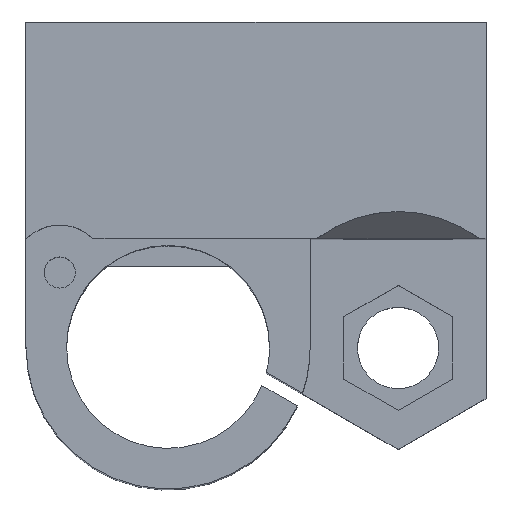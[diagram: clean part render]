
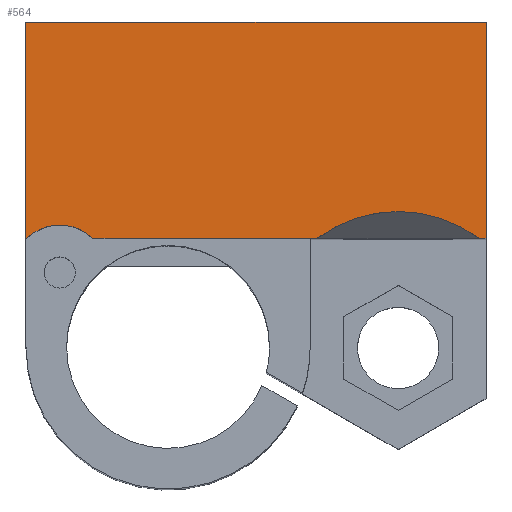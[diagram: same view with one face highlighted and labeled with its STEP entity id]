
A CAD part, top view. The second image highlights one B-rep face of the part: STEP entity #564.
In plain terms, the highlighted planar face has unit normal (0, 0, 1).
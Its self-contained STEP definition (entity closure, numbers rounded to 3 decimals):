
#8 = AXIS2_PLACEMENT_3D ( 'NONE', #1315, #1794, #347 ) ;
#9 = VERTEX_POINT ( 'NONE', #1831 ) ;
#21 = ORIENTED_EDGE ( 'NONE', *, *, #1425, .F. ) ;
#27 = ORIENTED_EDGE ( 'NONE', *, *, #680, .T. ) ;
#62 = EDGE_CURVE ( 'NONE', #198, #128, #72, .T. ) ;
#69 = EDGE_CURVE ( 'NONE', #1139, #128, #75, .T. ) ;
#72 = LINE ( 'NONE', #875, #80 ) ;
#75 = CIRCLE ( 'NONE', #8, 10. ) ;
#80 = VECTOR ( 'NONE', #435, 1000. ) ;
#128 = VERTEX_POINT ( 'NONE', #1740 ) ;
#139 = CARTESIAN_POINT ( 'NONE',  ( -5.551, 8., 57. ) ) ;
#198 = VERTEX_POINT ( 'NONE', #139 ) ;
#238 = CARTESIAN_POINT ( 'NONE',  ( -10.5, 24., 57. ) ) ;
#261 = ORIENTED_EDGE ( 'NONE', *, *, #1478, .T. ) ;
#284 = VERTEX_POINT ( 'NONE', #1482 ) ;
#329 = DIRECTION ( 'NONE',  ( -1., 0., 0. ) ) ;
#347 = DIRECTION ( 'NONE',  ( 1., 0., 0. ) ) ;
#365 = CARTESIAN_POINT ( 'NONE',  ( -10.5, 24., 57. ) ) ;
#422 = CARTESIAN_POINT ( 'NONE',  ( 23.5, 8., 57. ) ) ;
#435 = DIRECTION ( 'NONE',  ( 1., 0., 0. ) ) ;
#488 = FACE_OUTER_BOUND ( 'NONE', #1578, .T. ) ;
#497 = DIRECTION ( 'NONE',  ( 0., 1., 0. ) ) ;
#520 = VERTEX_POINT ( 'NONE', #422 ) ;
#548 = LINE ( 'NONE', #365, #625 ) ;
#564 = ADVANCED_FACE ( 'NONE', ( #488 ), #1294, .F. ) ;
#574 = AXIS2_PLACEMENT_3D ( 'NONE', #741, #1337, #604 ) ;
#604 = DIRECTION ( 'NONE',  ( 1., 0., 0. ) ) ;
#625 = VECTOR ( 'NONE', #329, 1000. ) ;
#652 = EDGE_CURVE ( 'NONE', #9, #284, #997, .T. ) ;
#680 = EDGE_CURVE ( 'NONE', #1308, #1465, #548, .T. ) ;
#688 = VECTOR ( 'NONE', #1731, 1000. ) ;
#730 = DIRECTION ( 'NONE',  ( 1., 0., 0. ) ) ;
#741 = CARTESIAN_POINT ( 'NONE',  ( -8., 5.5, 57. ) ) ;
#774 = LINE ( 'NONE', #1439, #1409 ) ;
#775 = DIRECTION ( 'NONE',  ( 0., 1., 0. ) ) ;
#875 = CARTESIAN_POINT ( 'NONE',  ( 23.5, 8., 57. ) ) ;
#882 = DIRECTION ( 'NONE',  ( -1., 0., 0. ) ) ;
#918 = VECTOR ( 'NONE', #775, 1000. ) ;
#928 = ORIENTED_EDGE ( 'NONE', *, *, #62, .T. ) ;
#949 = CARTESIAN_POINT ( 'NONE',  ( 0., 0., 57. ) ) ;
#954 = LINE ( 'NONE', #1302, #918 ) ;
#997 = LINE ( 'NONE', #1001, #688 ) ;
#1001 = CARTESIAN_POINT ( 'NONE',  ( 23.5, 8., 57. ) ) ;
#1040 = ORIENTED_EDGE ( 'NONE', *, *, #652, .T. ) ;
#1044 = CIRCLE ( 'NONE', #574, 3.5 ) ;
#1081 = ORIENTED_EDGE ( 'NONE', *, *, #1437, .F. ) ;
#1139 = VERTEX_POINT ( 'NONE', #1645 ) ;
#1289 = EDGE_CURVE ( 'NONE', #520, #1308, #774, .T. ) ;
#1293 = AXIS2_PLACEMENT_3D ( 'NONE', #949, #1674, #882 ) ;
#1294 = PLANE ( 'NONE',  #1293 ) ;
#1302 = CARTESIAN_POINT ( 'NONE',  ( -10.5, 8., 57. ) ) ;
#1308 = VERTEX_POINT ( 'NONE', #1839 ) ;
#1315 = CARTESIAN_POINT ( 'NONE',  ( 17., 0., 57. ) ) ;
#1337 = DIRECTION ( 'NONE',  ( 0., 0., 1. ) ) ;
#1409 = VECTOR ( 'NONE', #497, 1000. ) ;
#1423 = CARTESIAN_POINT ( 'NONE',  ( 23.5, 8., 57. ) ) ;
#1425 = EDGE_CURVE ( 'NONE', #9, #1465, #954, .T. ) ;
#1437 = EDGE_CURVE ( 'NONE', #198, #284, #1044, .T. ) ;
#1439 = CARTESIAN_POINT ( 'NONE',  ( 23.5, 24., 57. ) ) ;
#1465 = VERTEX_POINT ( 'NONE', #238 ) ;
#1478 = EDGE_CURVE ( 'NONE', #1139, #520, #1677, .T. ) ;
#1482 = CARTESIAN_POINT ( 'NONE',  ( -10.449, 8., 57. ) ) ;
#1565 = VECTOR ( 'NONE', #730, 1000. ) ;
#1578 = EDGE_LOOP ( 'NONE', ( #21, #1040, #1081, #928, #1688, #261, #1595, #27 ) ) ;
#1595 = ORIENTED_EDGE ( 'NONE', *, *, #1289, .T. ) ;
#1645 = CARTESIAN_POINT ( 'NONE',  ( 23., 8., 57. ) ) ;
#1674 = DIRECTION ( 'NONE',  ( 0., 0., -1. ) ) ;
#1677 = LINE ( 'NONE', #1423, #1565 ) ;
#1688 = ORIENTED_EDGE ( 'NONE', *, *, #69, .F. ) ;
#1731 = DIRECTION ( 'NONE',  ( 1., 0., 0. ) ) ;
#1740 = CARTESIAN_POINT ( 'NONE',  ( 11., 8., 57. ) ) ;
#1794 = DIRECTION ( 'NONE',  ( 0., 0., 1. ) ) ;
#1831 = CARTESIAN_POINT ( 'NONE',  ( -10.5, 8., 57. ) ) ;
#1839 = CARTESIAN_POINT ( 'NONE',  ( 23.5, 24., 57. ) ) ;
